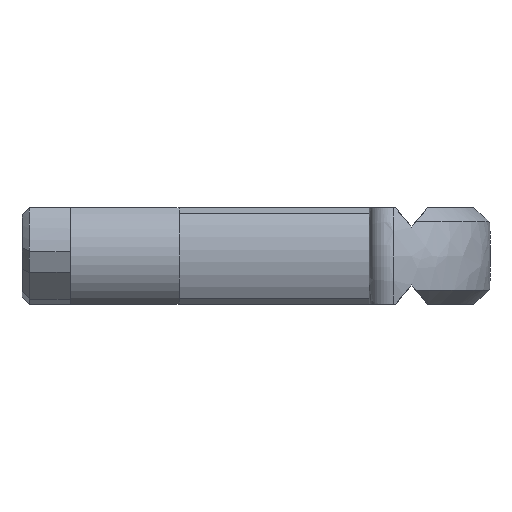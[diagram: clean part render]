
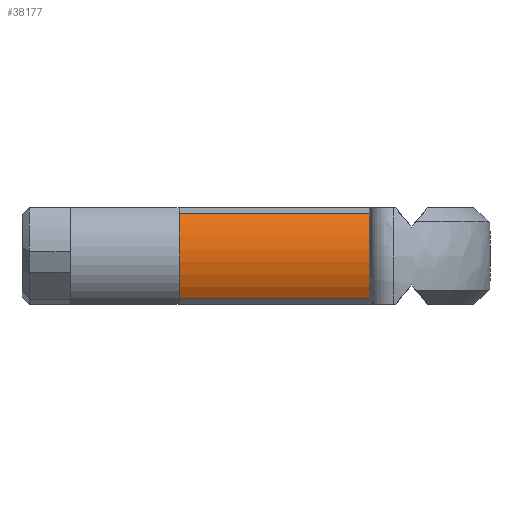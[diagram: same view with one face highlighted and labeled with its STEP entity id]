
A CAD part, front view. The second image highlights one B-rep face of the part: STEP entity #38177.
In plain terms, the highlighted cylindrical face has radius 3.3 mm (diameter 6.6 mm), a partial arc.
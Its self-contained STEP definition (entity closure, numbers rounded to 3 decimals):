
#16679 = PLANE('',#16680);
#16680 = AXIS2_PLACEMENT_3D('',#16681,#16682,#16683);
#16681 = CARTESIAN_POINT('',(-7.875,3.3,
    0.));
#16682 = DIRECTION('',(-1.,0.,0.));
#16683 = DIRECTION('',(0.,0.,1.));
#16707 = PLANE('',#16708);
#16708 = AXIS2_PLACEMENT_3D('',#16709,#16710,#16711);
#16709 = CARTESIAN_POINT('',(-3.938,-2.561,
    1.878));
#16710 = DIRECTION('',(0.,-0.464,0.886
    ));
#16711 = DIRECTION('',(1.,0.,0.));
#16735 = PLANE('',#16736);
#16736 = AXIS2_PLACEMENT_3D('',#16737,#16738,#16739);
#16737 = CARTESIAN_POINT('',(0.,5.329,
    0.));
#16738 = DIRECTION('',(-1.,0.,0.));
#16739 = DIRECTION('',(0.,0.,1.));
#36151 = PLANE('',#36152);
#36152 = AXIS2_PLACEMENT_3D('',#36153,#36154,#36155);
#36153 = CARTESIAN_POINT('',(-3.938,-2.561,
    -1.878));
#36154 = DIRECTION('',(0.,-0.464,
    -0.886));
#36155 = DIRECTION('',(-1.,0.,0.));
#36495 = VERTEX_POINT('',#36496);
#36496 = CARTESIAN_POINT('',(-7.875,-2.795,
    -1.755));
#36519 = VERTEX_POINT('',#36520);
#36520 = CARTESIAN_POINT('',(0.,-2.795,
    -1.755));
#36541 = EDGE_CURVE('',#36519,#36495,#36542,.T.);
#36542 = SURFACE_CURVE('',#36543,(#36547,#36554),.PCURVE_S1.);
#36543 = LINE('',#36544,#36545);
#36544 = CARTESIAN_POINT('',(-3.938,-2.795,
    -1.755));
#36545 = VECTOR('',#36546,1.);
#36546 = DIRECTION('',(-1.,0.,0.));
#36547 = PCURVE('',#36151,#36548);
#36548 = DEFINITIONAL_REPRESENTATION('',(#36549),#36553);
#36549 = LINE('',#36550,#36551);
#36550 = CARTESIAN_POINT('',(0.,-0.264));
#36551 = VECTOR('',#36552,1.);
#36552 = DIRECTION('',(1.,0.));
#36553 = ( GEOMETRIC_REPRESENTATION_CONTEXT(2) 
PARAMETRIC_REPRESENTATION_CONTEXT() REPRESENTATION_CONTEXT('2D SPACE',''
  ) );
#36554 = PCURVE('',#36555,#36560);
#36555 = CYLINDRICAL_SURFACE('',#36556,3.3);
#36556 = AXIS2_PLACEMENT_3D('',#36557,#36558,#36559);
#36557 = CARTESIAN_POINT('',(-3.938,0.,
    0.));
#36558 = DIRECTION('',(1.,0.,0.));
#36559 = DIRECTION('',(0.,-1.,0.));
#36560 = DEFINITIONAL_REPRESENTATION('',(#36561),#36565);
#36561 = LINE('',#36562,#36563);
#36562 = CARTESIAN_POINT('',(0.561,0.));
#36563 = VECTOR('',#36564,1.);
#36564 = DIRECTION('',(0.,-1.));
#36565 = ( GEOMETRIC_REPRESENTATION_CONTEXT(2) 
PARAMETRIC_REPRESENTATION_CONTEXT() REPRESENTATION_CONTEXT('2D SPACE',''
  ) );
#36571 = EDGE_CURVE('',#36572,#36495,#36574,.T.);
#36572 = VERTEX_POINT('',#36573);
#36573 = CARTESIAN_POINT('',(-7.875,-2.795,
    1.755));
#36574 = SURFACE_CURVE('',#36575,(#36580,#36591),.PCURVE_S1.);
#36575 = CIRCLE('',#36576,3.3);
#36576 = AXIS2_PLACEMENT_3D('',#36577,#36578,#36579);
#36577 = CARTESIAN_POINT('',(-7.875,0.,
    0.));
#36578 = DIRECTION('',(1.,0.,0.));
#36579 = DIRECTION('',(0.,0.,1.));
#36580 = PCURVE('',#16679,#36581);
#36581 = DEFINITIONAL_REPRESENTATION('',(#36582),#36590);
#36582 = ( BOUNDED_CURVE() B_SPLINE_CURVE(2,(#36583,#36584,#36585,#36586
    ,#36587,#36588,#36589),.UNSPECIFIED.,.T.,.F.) 
B_SPLINE_CURVE_WITH_KNOTS((1,2,2,2,2,1),(-2.094,0.,
    2.094,4.189,6.283,8.378),
.UNSPECIFIED.) CURVE() GEOMETRIC_REPRESENTATION_ITEM() 
RATIONAL_B_SPLINE_CURVE((1.,0.5,1.,0.5,1.,0.5,1.)) REPRESENTATION_ITEM(
  '') );
#36583 = CARTESIAN_POINT('',(3.3,-3.3));
#36584 = CARTESIAN_POINT('',(3.3,-9.016));
#36585 = CARTESIAN_POINT('',(-1.65,-6.158));
#36586 = CARTESIAN_POINT('',(-6.6,-3.3));
#36587 = CARTESIAN_POINT('',(-1.65,-0.442));
#36588 = CARTESIAN_POINT('',(3.3,2.416));
#36589 = CARTESIAN_POINT('',(3.3,-3.3));
#36590 = ( GEOMETRIC_REPRESENTATION_CONTEXT(2) 
PARAMETRIC_REPRESENTATION_CONTEXT() REPRESENTATION_CONTEXT('2D SPACE',''
  ) );
#36591 = PCURVE('',#36555,#36592);
#36592 = DEFINITIONAL_REPRESENTATION('',(#36593),#36597);
#36593 = LINE('',#36594,#36595);
#36594 = CARTESIAN_POINT('',(-1.571,-3.938));
#36595 = VECTOR('',#36596,1.);
#36596 = DIRECTION('',(1.,0.));
#36597 = ( GEOMETRIC_REPRESENTATION_CONTEXT(2) 
PARAMETRIC_REPRESENTATION_CONTEXT() REPRESENTATION_CONTEXT('2D SPACE',''
  ) );
#36974 = EDGE_CURVE('',#36572,#36975,#36977,.T.);
#36975 = VERTEX_POINT('',#36976);
#36976 = CARTESIAN_POINT('',(0.,-2.795,
    1.755));
#36977 = SURFACE_CURVE('',#36978,(#36982,#36989),.PCURVE_S1.);
#36978 = LINE('',#36979,#36980);
#36979 = CARTESIAN_POINT('',(-3.938,-2.795,
    1.755));
#36980 = VECTOR('',#36981,1.);
#36981 = DIRECTION('',(1.,0.,0.));
#36982 = PCURVE('',#16707,#36983);
#36983 = DEFINITIONAL_REPRESENTATION('',(#36984),#36988);
#36984 = LINE('',#36985,#36986);
#36985 = CARTESIAN_POINT('',(0.,-0.264));
#36986 = VECTOR('',#36987,1.);
#36987 = DIRECTION('',(1.,0.));
#36988 = ( GEOMETRIC_REPRESENTATION_CONTEXT(2) 
PARAMETRIC_REPRESENTATION_CONTEXT() REPRESENTATION_CONTEXT('2D SPACE',''
  ) );
#36989 = PCURVE('',#36555,#36990);
#36990 = DEFINITIONAL_REPRESENTATION('',(#36991),#36995);
#36991 = LINE('',#36992,#36993);
#36992 = CARTESIAN_POINT('',(-0.561,0.));
#36993 = VECTOR('',#36994,1.);
#36994 = DIRECTION('',(0.,1.));
#36995 = ( GEOMETRIC_REPRESENTATION_CONTEXT(2) 
PARAMETRIC_REPRESENTATION_CONTEXT() REPRESENTATION_CONTEXT('2D SPACE',''
  ) );
#38052 = EDGE_CURVE('',#36975,#36519,#38053,.T.);
#38053 = SURFACE_CURVE('',#38054,(#38059,#38070),.PCURVE_S1.);
#38054 = CIRCLE('',#38055,3.3);
#38055 = AXIS2_PLACEMENT_3D('',#38056,#38057,#38058);
#38056 = CARTESIAN_POINT('',(0.,0.,
    0.));
#38057 = DIRECTION('',(1.,0.,0.));
#38058 = DIRECTION('',(0.,0.,1.));
#38059 = PCURVE('',#16735,#38060);
#38060 = DEFINITIONAL_REPRESENTATION('',(#38061),#38069);
#38061 = ( BOUNDED_CURVE() B_SPLINE_CURVE(2,(#38062,#38063,#38064,#38065
    ,#38066,#38067,#38068),.UNSPECIFIED.,.T.,.F.) 
B_SPLINE_CURVE_WITH_KNOTS((1,2,2,2,2,1),(-2.094,0.,
    2.094,4.189,6.283,8.378),
.UNSPECIFIED.) CURVE() GEOMETRIC_REPRESENTATION_ITEM() 
RATIONAL_B_SPLINE_CURVE((1.,0.5,1.,0.5,1.,0.5,1.)) REPRESENTATION_ITEM(
  '') );
#38062 = CARTESIAN_POINT('',(3.3,-5.329));
#38063 = CARTESIAN_POINT('',(3.3,-11.045));
#38064 = CARTESIAN_POINT('',(-1.65,-8.187));
#38065 = CARTESIAN_POINT('',(-6.6,-5.329));
#38066 = CARTESIAN_POINT('',(-1.65,-2.471));
#38067 = CARTESIAN_POINT('',(3.3,0.387));
#38068 = CARTESIAN_POINT('',(3.3,-5.329));
#38069 = ( GEOMETRIC_REPRESENTATION_CONTEXT(2) 
PARAMETRIC_REPRESENTATION_CONTEXT() REPRESENTATION_CONTEXT('2D SPACE',''
  ) );
#38070 = PCURVE('',#36555,#38071);
#38071 = DEFINITIONAL_REPRESENTATION('',(#38072),#38076);
#38072 = LINE('',#38073,#38074);
#38073 = CARTESIAN_POINT('',(-1.571,3.938));
#38074 = VECTOR('',#38075,1.);
#38075 = DIRECTION('',(1.,0.));
#38076 = ( GEOMETRIC_REPRESENTATION_CONTEXT(2) 
PARAMETRIC_REPRESENTATION_CONTEXT() REPRESENTATION_CONTEXT('2D SPACE',''
  ) );
#38177 = ADVANCED_FACE('',(#38178),#36555,.T.);
#38178 = FACE_BOUND('',#38179,.T.);
#38179 = EDGE_LOOP('',(#38180,#38181,#38182,#38183));
#38180 = ORIENTED_EDGE('',*,*,#36541,.F.);
#38181 = ORIENTED_EDGE('',*,*,#38052,.F.);
#38182 = ORIENTED_EDGE('',*,*,#36974,.F.);
#38183 = ORIENTED_EDGE('',*,*,#36571,.T.);
